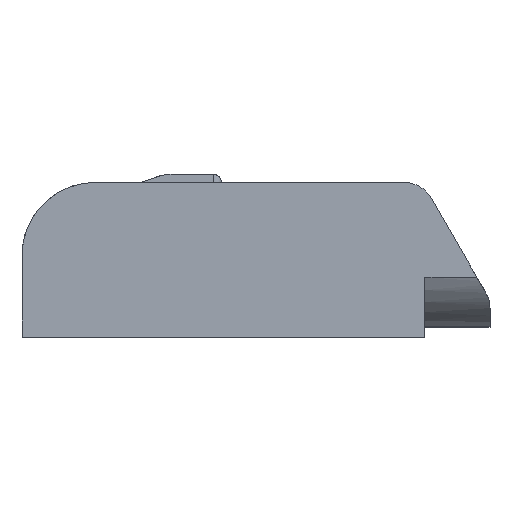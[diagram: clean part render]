
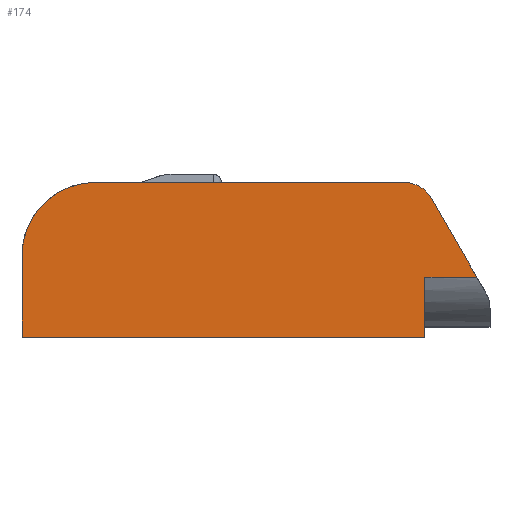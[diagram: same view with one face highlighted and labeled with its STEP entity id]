
A CAD part, top view. The second image highlights one B-rep face of the part: STEP entity #174.
In plain terms, the highlighted planar face has unit normal (0, 0, 1).
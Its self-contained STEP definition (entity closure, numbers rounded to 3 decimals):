
#174=ADVANCED_FACE('',(#432),#433,.T.);
#432=FACE_OUTER_BOUND('',#690,.T.);
#433=PLANE('',#691);
#690=EDGE_LOOP('',(#1802,#1803,#1804,#1805,#1806,#1807,#1808,#1809));
#691=AXIS2_PLACEMENT_3D('',#1810,#1811,#1812);
#1802=ORIENTED_EDGE('',*,*,#2139,.T.);
#1803=ORIENTED_EDGE('',*,*,#2178,.F.);
#1804=ORIENTED_EDGE('',*,*,#2176,.F.);
#1805=ORIENTED_EDGE('',*,*,#2174,.F.);
#1806=ORIENTED_EDGE('',*,*,#2103,.F.);
#1807=ORIENTED_EDGE('',*,*,#2115,.F.);
#1808=ORIENTED_EDGE('',*,*,#2171,.F.);
#1809=ORIENTED_EDGE('',*,*,#2173,.F.);
#1810=CARTESIAN_POINT('',(0.0,0.0,7.9));
#1811=DIRECTION('',(0.0,0.0,1.0));
#1812=DIRECTION('',(1.0,-0.0,0.0));
#2103=EDGE_CURVE('',#2665,#2667,#2668,.T.);
#2115=EDGE_CURVE('',#2688,#2665,#2690,.T.);
#2139=EDGE_CURVE('',#2727,#2725,#2728,.T.);
#2171=EDGE_CURVE('',#2774,#2688,#2776,.T.);
#2173=EDGE_CURVE('',#2727,#2774,#2778,.T.);
#2174=EDGE_CURVE('',#2667,#2779,#2780,.T.);
#2176=EDGE_CURVE('',#2779,#2782,#2783,.T.);
#2178=EDGE_CURVE('',#2782,#2725,#2785,.T.);
#2665=VERTEX_POINT('',#3600);
#2667=VERTEX_POINT('',#3603);
#2668=CIRCLE('',#3604,1.8);
#2688=VERTEX_POINT('',#3634);
#2690=LINE('',#3637,#3638);
#2725=VERTEX_POINT('',#3719);
#2727=VERTEX_POINT('',#3721);
#2728=LINE('',#3722,#3723);
#2774=VERTEX_POINT('',#3792);
#2776=LINE('',#3795,#3796);
#2778=LINE('',#3799,#3800);
#2779=VERTEX_POINT('',#3801);
#2780=LINE('',#3802,#3803);
#2782=VERTEX_POINT('',#3806);
#2783=CIRCLE('',#3807,0.75);
#2785=LINE('',#3810,#3811);
#3600=CARTESIAN_POINT('',(-11.5,2.0,7.9));
#3603=CARTESIAN_POINT('',(-9.7,3.8,7.9));
#3604=AXIS2_PLACEMENT_3D('',#4236,#4237,#4238);
#3634=CARTESIAN_POINT('',(-11.5,0.0,7.9));
#3637=CARTESIAN_POINT('',(-11.5,2.0,7.9));
#3638=VECTOR('',#4250,1.0);
#3719=CARTESIAN_POINT('',(-0.325,1.475,7.9));
#3721=CARTESIAN_POINT('',(-1.6,1.475,7.9));
#3722=CARTESIAN_POINT('',(-0.8,1.475,7.9));
#3723=VECTOR('',#4287,1.0);
#3792=CARTESIAN_POINT('',(-1.6,0.0,7.9));
#3795=CARTESIAN_POINT('',(-11.5,0.0,7.9));
#3796=VECTOR('',#4333,1.0);
#3799=CARTESIAN_POINT('',(-1.6,0.0,7.9));
#3800=VECTOR('',#4335,1.0);
#3801=CARTESIAN_POINT('',(-2.1,3.8,7.9));
#3802=CARTESIAN_POINT('',(-2.1,3.8,7.9));
#3803=VECTOR('',#4336,1.0);
#3806=CARTESIAN_POINT('',(-1.45,3.425,7.9));
#3807=AXIS2_PLACEMENT_3D('',#4338,#4339,#4340);
#3810=CARTESIAN_POINT('',(-0.1,1.087,7.9));
#3811=VECTOR('',#4342,1.0);
#4236=CARTESIAN_POINT('',(-9.7,2.0,7.9));
#4237=DIRECTION('',(0.0,0.0,-1.0));
#4238=DIRECTION('',(0.,1.0,0.0));
#4250=DIRECTION('',(0.0,1.0,0.0));
#4287=DIRECTION('',(1.0,0.0,0.0));
#4333=DIRECTION('',(-1.0,0.0,0.0));
#4335=DIRECTION('',(0.0,-1.0,0.0));
#4336=DIRECTION('',(1.0,0.0,0.0));
#4338=CARTESIAN_POINT('',(-2.1,3.05,7.9));
#4339=DIRECTION('',(0.0,0.0,-1.0));
#4340=DIRECTION('',(0.866,0.5,0.0));
#4342=DIRECTION('',(0.5,-0.866,0.0));
